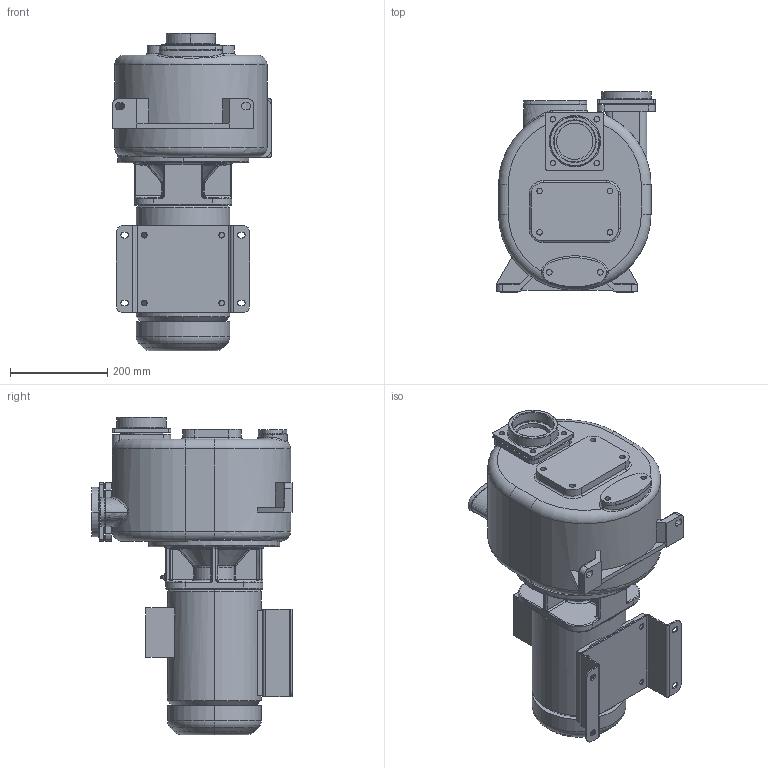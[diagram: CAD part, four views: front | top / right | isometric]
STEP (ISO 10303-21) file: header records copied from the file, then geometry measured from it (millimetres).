
FILE_DESCRIPTION((''),'2;1');
FILE_NAME('S_85_T','2017-09-19T16:55:58',('Nicola'),(''),'CREO PARAMETRIC BY PTC INC, 2017110','CREO PARAMETRIC BY PTC INC, 2017110','');
FILE_SCHEMA(('CONFIG_CONTROL_DESIGN'));
Length unit declared in the file: millimetre
Products named in the file (1): S_85_T
Bounding box: 327 x 412 x 653.5 mm (x, y, z)
Volume: 33473755 mm3; surface area: 1094426.4 mm2
Topology: 3 solids, 3 shells, 667 faces, 1609 edges, 965 vertices
Faces by surface type: cylinder 233, plane 197, bspline 120, torus 67, cone 32, sphere 14, extrusion 4
Entity records: 31911 total; most frequent: CARTESIAN_POINT 16838, ORIENTED_EDGE 3202, DIRECTION 3110, EDGE_CURVE 1601, AXIS2_PLACEMENT_3D 1260, VERTEX_POINT 965, EDGE_LOOP 738, CIRCLE 713
